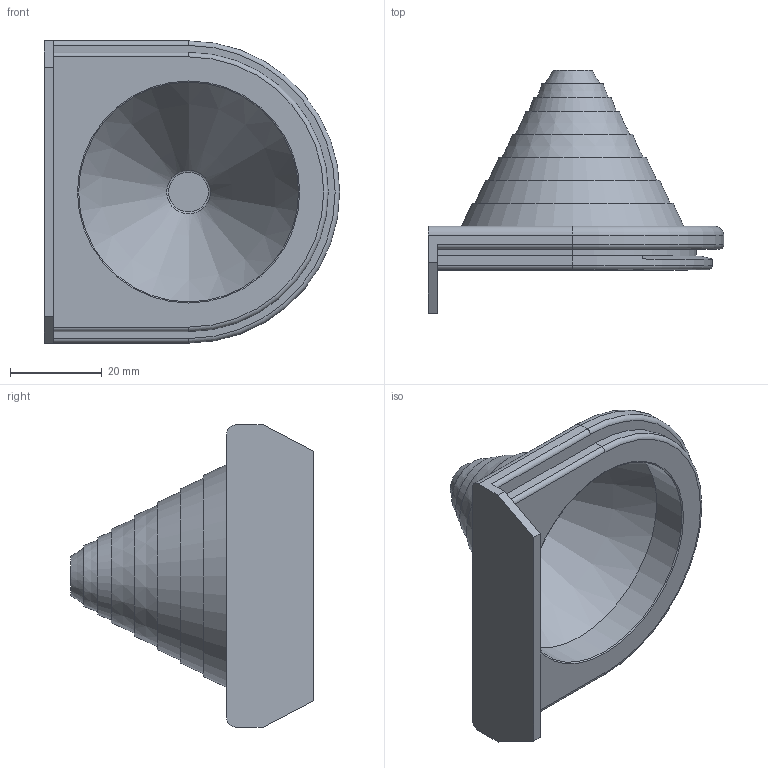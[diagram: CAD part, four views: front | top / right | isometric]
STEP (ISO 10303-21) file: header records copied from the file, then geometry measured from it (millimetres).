
FILE_DESCRIPTION(/* description */ ('STEP AP214'),/* implementation_level */ '2;1');
FILE_NAME(/* name */ '4318.000 (1)',/* time_stamp */ '2023-10-20T17:30:50+02:00',/* author */ ('License CC BY-ND 4.0'),/* organization */ ('CADENAS'),/* preprocessor_version */ 'ST-DEVELOPER v19.3',/* originating_system */ 'PARTsolutions',/* authorisation */ ' ');
FILE_SCHEMA (('AUTOMOTIVE_DESIGN {1 0 10303 214 3 1 1}'));
Length unit declared in the file: millimetre
Products named in the file (1): 4318.000 (1)
Bounding box: 64.5 x 53.05 x 66 mm (x, y, z)
Volume: 21308.8 mm3; surface area: 16575.2 mm2
Topology: 1 solids, 1 shells, 51 faces, 111 edges, 71 vertices
Faces by surface type: plane 26, cylinder 10, cone 10, torus 5
Full cylindrical faces by diameter (mm): 48 x1
Entity records: 1368 total; most frequent: DIRECTION 248, CARTESIAN_POINT 222, ORIENTED_EDGE 198, EDGE_CURVE 99, AXIS2_PLACEMENT_3D 97, EDGE_LOOP 72, FACE_BOUND 72, VERTEX_POINT 71
